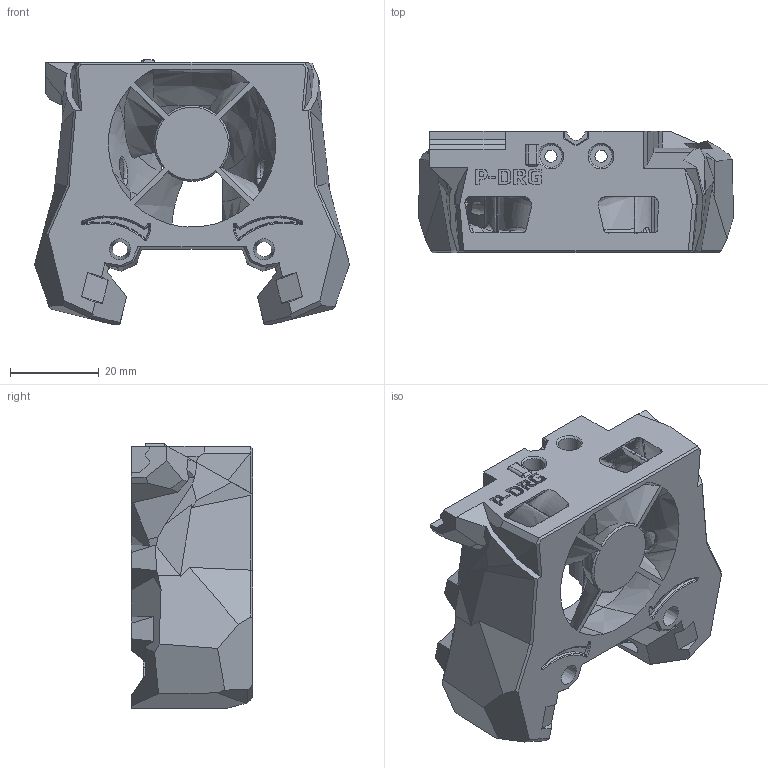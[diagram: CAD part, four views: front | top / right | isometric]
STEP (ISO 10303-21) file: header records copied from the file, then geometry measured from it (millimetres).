
FILE_DESCRIPTION(/* description */ ('','CAx-IF Rec.Pracs.---Representation and Presentation of Product Manufacturing Information (PMI)---4.0---2014-10-13'),/* implementation_level */ '2;1');
FILE_NAME(/* name */ 'P-DRG_Front.step',/* time_stamp */ '2025-01-24T21:17:08+01:00',/* author */ (''),/* organization */ (''),/* preprocessor_version */ 'ST-DEVELOPER v20',/* originating_system */ 'Autodesk Translation Framework v13.20.0.188',/* authorisation */ '');
FILE_SCHEMA (('AP242_MANAGED_MODEL_BASED_3D_ENGINEERING_MIM_LF { 1 0 10303 442 1 1 4 }'));
Products named in the file (1): P-DRG_Front
Bounding box: 71.07 x 27.4 x 59.73 mm (x, y, z)
Volume: 42938.2 mm3; surface area: 24641.6 mm2
Topology: 1 solids, 2 shells, 574 faces, 1751 edges, 1161 vertices
Faces by surface type: plane 285, bspline 203, cylinder 42, cone 40, sphere 4
Full cylindrical faces by diameter (mm): 2.75 x2, 3.4 x2, 4.6 x2, 4.7 x2, 5 x2
Entity records: 45252 total; most frequent: CARTESIAN_POINT 31273, ORIENTED_EDGE 3436, DIRECTION 2052, EDGE_CURVE 1718, VERTEX_POINT 1161, LINE 874, VECTOR 874, B_SPLINE_CURVE_WITH_KNOTS 627
